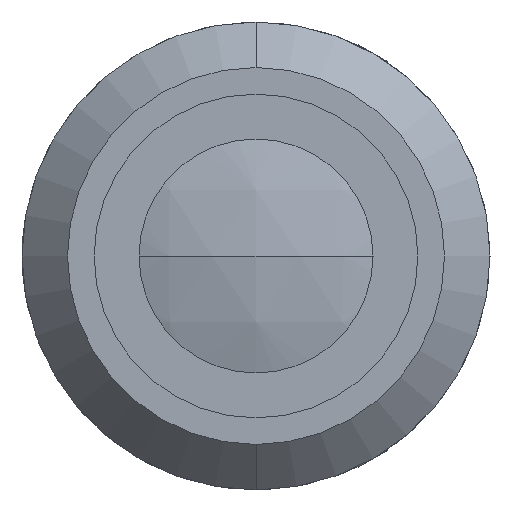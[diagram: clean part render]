
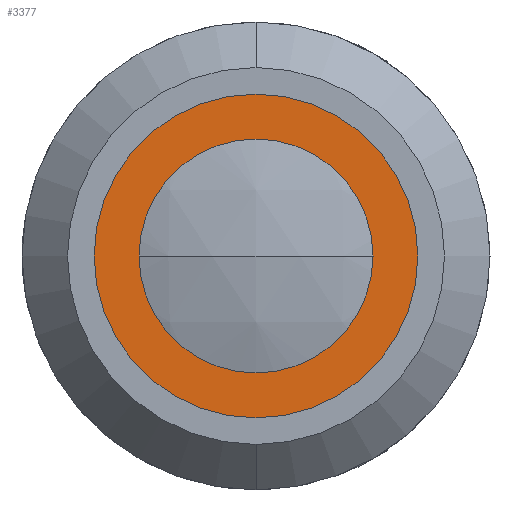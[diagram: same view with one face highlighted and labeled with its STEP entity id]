
A CAD part, left-side view. The second image highlights one B-rep face of the part: STEP entity #3377.
In plain terms, the highlighted planar face has unit normal (-1, 0, 0).
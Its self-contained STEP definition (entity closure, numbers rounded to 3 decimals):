
#139 = DIRECTION ( 'NONE',  ( 1., 0., 0. ) ) ;
#245 = VERTEX_POINT ( 'NONE', #768 ) ;
#275 = ORIENTED_EDGE ( 'NONE', *, *, #2699, .F. ) ;
#379 = DIRECTION ( 'NONE',  ( -1., 0., 0. ) ) ;
#473 = FACE_BOUND ( 'NONE', #3979, .T. ) ;
#498 = CARTESIAN_POINT ( 'NONE',  ( 3.5, 0., 0. ) ) ;
#574 = CARTESIAN_POINT ( 'NONE',  ( 3.5, 0., 0. ) ) ;
#583 = CARTESIAN_POINT ( 'NONE',  ( 3.5, 0., -13.2 ) ) ;
#714 = EDGE_LOOP ( 'NONE', ( #2190, #3211 ) ) ;
#768 = CARTESIAN_POINT ( 'NONE',  ( 3.5, 0., -9. ) ) ;
#919 = CARTESIAN_POINT ( 'NONE',  ( 3.5, 0., 9. ) ) ;
#1023 = VERTEX_POINT ( 'NONE', #4388 ) ;
#1104 = PLANE ( 'NONE',  #2057 ) ;
#1124 = CIRCLE ( 'NONE', #2628, 13.2 ) ;
#1418 = CARTESIAN_POINT ( 'NONE',  ( 3.5, 13.2, 0. ) ) ;
#1462 = VERTEX_POINT ( 'NONE', #583 ) ;
#1483 = DIRECTION ( 'NONE',  ( 0., 0., -1. ) ) ;
#1564 = DIRECTION ( 'NONE',  ( -1., 0., 0. ) ) ;
#1672 = DIRECTION ( 'NONE',  ( 0., 0., 1. ) ) ;
#1718 = CARTESIAN_POINT ( 'NONE',  ( 3.5, 0., 0. ) ) ;
#1745 = CARTESIAN_POINT ( 'NONE',  ( 3.5, 0., 0. ) ) ;
#1909 = CIRCLE ( 'NONE', #4405, 9. ) ;
#1980 = DIRECTION ( 'NONE',  ( 0., 0., 1. ) ) ;
#2057 = AXIS2_PLACEMENT_3D ( 'NONE', #1418, #139, #1483 ) ;
#2128 = EDGE_CURVE ( 'NONE', #1462, #1023, #1124, .T. ) ;
#2168 = ORIENTED_EDGE ( 'NONE', *, *, #3428, .F. ) ;
#2190 = ORIENTED_EDGE ( 'NONE', *, *, #2826, .T. ) ;
#2220 = DIRECTION ( 'NONE',  ( -1., 0., 0. ) ) ;
#2273 = AXIS2_PLACEMENT_3D ( 'NONE', #498, #2220, #2923 ) ;
#2423 = VERTEX_POINT ( 'NONE', #919 ) ;
#2628 = AXIS2_PLACEMENT_3D ( 'NONE', #1745, #379, #3446 ) ;
#2699 = EDGE_CURVE ( 'NONE', #2423, #245, #1909, .T. ) ;
#2826 = EDGE_CURVE ( 'NONE', #1023, #1462, #3414, .T. ) ;
#2923 = DIRECTION ( 'NONE',  ( 0., 0., 1. ) ) ;
#3211 = ORIENTED_EDGE ( 'NONE', *, *, #2128, .T. ) ;
#3377 = ADVANCED_FACE ( 'NONE', ( #473, #4226 ), #1104, .F. ) ;
#3390 = DIRECTION ( 'NONE',  ( -1., 0., 0. ) ) ;
#3414 = CIRCLE ( 'NONE', #3557, 13.2 ) ;
#3428 = EDGE_CURVE ( 'NONE', #245, #2423, #3763, .T. ) ;
#3446 = DIRECTION ( 'NONE',  ( 0., 0., 1. ) ) ;
#3557 = AXIS2_PLACEMENT_3D ( 'NONE', #1718, #3390, #1672 ) ;
#3763 = CIRCLE ( 'NONE', #2273, 9. ) ;
#3979 = EDGE_LOOP ( 'NONE', ( #275, #2168 ) ) ;
#4226 = FACE_OUTER_BOUND ( 'NONE', #714, .T. ) ;
#4388 = CARTESIAN_POINT ( 'NONE',  ( 3.5, 0., 13.2 ) ) ;
#4405 = AXIS2_PLACEMENT_3D ( 'NONE', #574, #1564, #1980 ) ;
